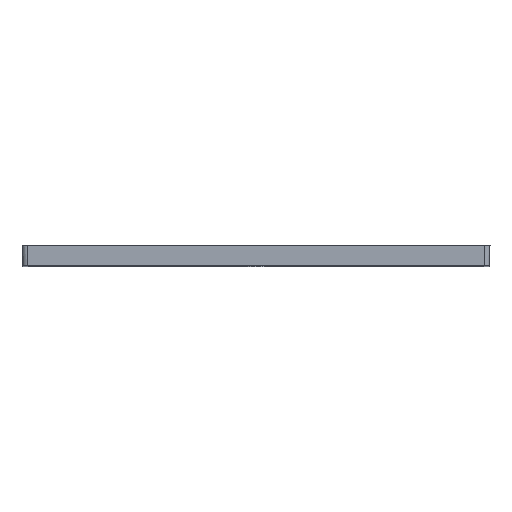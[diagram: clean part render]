
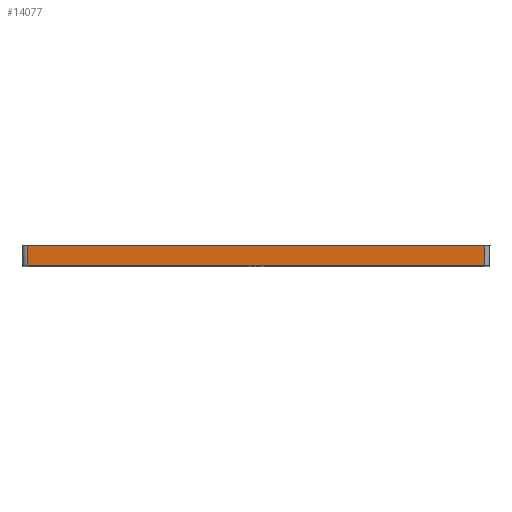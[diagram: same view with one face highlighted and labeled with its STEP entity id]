
A CAD part, top view. The second image highlights one B-rep face of the part: STEP entity #14077.
In plain terms, the highlighted planar face has unit normal (0, -0.035, 0.999).
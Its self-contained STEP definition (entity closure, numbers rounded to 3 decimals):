
#4749=PLANE('',#59263);
#6190=LINE('',#164607,#9977);
#6227=LINE('',#164910,#10014);
#6228=LINE('',#164917,#10015);
#6236=LINE('',#164943,#10023);
#9977=VECTOR('',#64306,1.);
#10014=VECTOR('',#64429,1.);
#10015=VECTOR('',#64436,1.);
#10023=VECTOR('',#64458,1.);
#14077=ADVANCED_FACE('',(#18237),#4749,.T.);
#18237=FACE_OUTER_BOUND('',#21530,.T.);
#21530=EDGE_LOOP('',(#27141,#27142,#27143,#27144));
#27141=ORIENTED_EDGE('',*,*,#49314,.F.);
#27142=ORIENTED_EDGE('',*,*,#49412,.F.);
#27143=ORIENTED_EDGE('',*,*,#49415,.F.);
#27144=ORIENTED_EDGE('',*,*,#49429,.F.);
#43263=VERTEX_POINT('',#164606);
#43264=VERTEX_POINT('',#164608);
#43359=VERTEX_POINT('',#164911);
#43361=VERTEX_POINT('',#164916);
#49314=EDGE_CURVE('',#43263,#43264,#6190,.T.);
#49412=EDGE_CURVE('',#43359,#43263,#6227,.T.);
#49415=EDGE_CURVE('',#43361,#43359,#6228,.T.);
#49429=EDGE_CURVE('',#43264,#43361,#6236,.T.);
#59263=AXIS2_PLACEMENT_3D('',#164945,#64461,#64462);
#64306=DIRECTION('',(1.,0.,0.));
#64429=DIRECTION('',(-0.035,0.999,0.035));
#64436=DIRECTION('',(-1.,0.,0.));
#64458=DIRECTION('',(-0.035,-0.999,-0.035));
#64461=DIRECTION('',(0.,-0.035,0.999));
#64462=DIRECTION('',(-1.,0.,0.));
#164606=CARTESIAN_POINT('',(1.991,8.335,0.008));
#164607=CARTESIAN_POINT('',(1.991,8.335,0.008));
#164608=CARTESIAN_POINT('',(184.993,8.335,0.008));
#164910=CARTESIAN_POINT('',(2.27,0.335,-0.271));
#164911=CARTESIAN_POINT('',(2.27,0.335,-0.271));
#164916=CARTESIAN_POINT('',(184.714,0.335,-0.271));
#164917=CARTESIAN_POINT('',(184.714,0.335,-0.271));
#164943=CARTESIAN_POINT('',(184.993,8.335,0.008));
#164945=CARTESIAN_POINT('',(93.492,4.335,-0.132));
